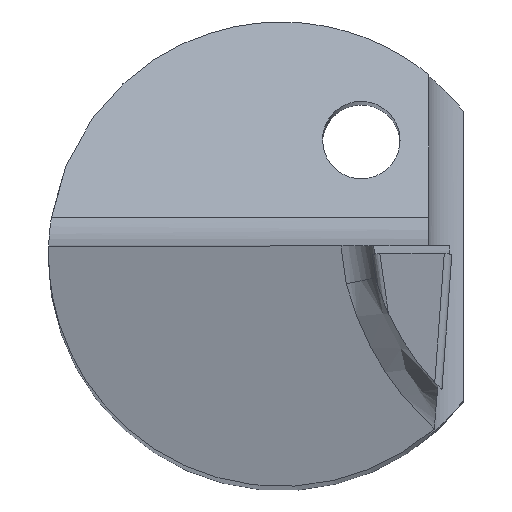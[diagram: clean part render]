
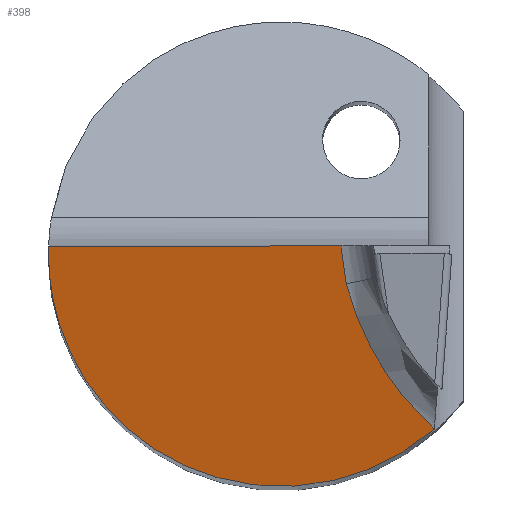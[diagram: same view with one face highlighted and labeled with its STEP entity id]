
A CAD part, top view. The second image highlights one B-rep face of the part: STEP entity #398.
In plain terms, the highlighted planar face has unit normal (-0.259, -0.052, 0.965).
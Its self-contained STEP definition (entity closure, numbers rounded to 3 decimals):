
#24 = ORIENTED_EDGE ( 'NONE', *, *, #133, .F. ) ;
#27 = VERTEX_POINT ( 'NONE', #346 ) ;
#35 = DIRECTION ( 'NONE',  ( -0.258, -0.052, 0.965 ) ) ;
#75 = CARTESIAN_POINT ( 'NONE',  ( 1.972, -2.261, 32.271 ) ) ;
#86 =( BOUNDED_CURVE ( )  B_SPLINE_CURVE ( 3, ( #75, #641, #294, #632 ),
 .UNSPECIFIED., .F., .T. ) 
 B_SPLINE_CURVE_WITH_KNOTS ( ( 4, 4 ),
 ( 4.195, 6.483 ),
 .UNSPECIFIED. ) 
 CURVE ( )  GEOMETRIC_REPRESENTATION_ITEM ( )  RATIONAL_B_SPLINE_CURVE ( ( 1., 0.609, 0.609, 1. ) ) 
 REPRESENTATION_ITEM ( '' )  );
#111 = CARTESIAN_POINT ( 'NONE',  ( 0.778, 0.039, 32.076 ) ) ;
#116 = CARTESIAN_POINT ( 'NONE',  ( -2.998, 0.1, 31.067 ) ) ;
#133 = EDGE_CURVE ( 'NONE', #27, #601, #917, .T. ) ;
#141 = LINE ( 'NONE', #432, #799 ) ;
#183 = VERTEX_POINT ( 'NONE', #590 ) ;
#191 = ORIENTED_EDGE ( 'NONE', *, *, #272, .F. ) ;
#200 = CARTESIAN_POINT ( 'NONE',  ( -2.998, 0.1, 31.067 ) ) ;
#264 = CARTESIAN_POINT ( 'NONE',  ( 1.463, -1.73, 32.164 ) ) ;
#272 = EDGE_CURVE ( 'NONE', #484, #27, #86, .T. ) ;
#275 = CARTESIAN_POINT ( 'NONE',  ( 0.77, 0.1, 32.077 ) ) ;
#278 = CARTESIAN_POINT ( 'NONE',  ( 0.932, -0.75, 32.075 ) ) ;
#294 = CARTESIAN_POINT ( 'NONE',  ( -3., -2.988, 30.899 ) ) ;
#336 = ORIENTED_EDGE ( 'NONE', *, *, #504, .T. ) ;
#346 = CARTESIAN_POINT ( 'NONE',  ( -3., 0., 31.062 ) ) ;
#373 = VECTOR ( 'NONE', #708, 1000. ) ;
#398 = ADVANCED_FACE ( 'NONE', ( #739 ), #667, .T. ) ;
#404 = CARTESIAN_POINT ( 'NONE',  ( 1.076, -1.091, 32.095 ) ) ;
#432 = CARTESIAN_POINT ( 'NONE',  ( -2.998, 0.1, 31.067 ) ) ;
#439 = LINE ( 'NONE', #111, #373 ) ;
#449 = EDGE_CURVE ( 'NONE', #183, #679, #439, .T. ) ;
#484 = VERTEX_POINT ( 'NONE', #631 ) ;
#492 = ORIENTED_EDGE ( 'NONE', *, *, #449, .T. ) ;
#504 = EDGE_CURVE ( 'NONE', #679, #601, #141, .T. ) ;
#511 = DIRECTION ( 'NONE',  ( 0.966, 0., 0.259 ) ) ;
#556 = CARTESIAN_POINT ( 'NONE',  ( 1.698, -2.013, 32.211 ) ) ;
#570 = ORIENTED_EDGE ( 'NONE', *, *, #926, .T. ) ;
#590 = CARTESIAN_POINT ( 'NONE',  ( 0.838, -0.387, 32.069 ) ) ;
#601 = VERTEX_POINT ( 'NONE', #200 ) ;
#607 = CARTESIAN_POINT ( 'NONE',  ( -3., 0., 31.062 ) ) ;
#630 = CARTESIAN_POINT ( 'NONE',  ( 0.838, -0.387, 32.069 ) ) ;
#631 = CARTESIAN_POINT ( 'NONE',  ( 1.972, -2.261, 32.271 ) ) ;
#632 = CARTESIAN_POINT ( 'NONE',  ( -3., 0., 31.062 ) ) ;
#641 = CARTESIAN_POINT ( 'NONE',  ( -0.28, -4.225, 31.561 ) ) ;
#642 = CARTESIAN_POINT ( 'NONE',  ( 1.972, -2.261, 32.271 ) ) ;
#667 = PLANE ( 'NONE',  #733 ) ;
#672 = CARTESIAN_POINT ( 'NONE',  ( -2.999, 0.067, 31.065 ) ) ;
#679 = VERTEX_POINT ( 'NONE', #275 ) ;
#708 = DIRECTION ( 'NONE',  ( -0.14, 0.99, 0.016 ) ) ;
#733 = AXIS2_PLACEMENT_3D ( 'NONE', #806, #35, #511 ) ;
#736 = EDGE_LOOP ( 'NONE', ( #191, #570, #492, #336, #24 ) ) ;
#739 = FACE_OUTER_BOUND ( 'NONE', #736, .T. ) ;
#799 = VECTOR ( 'NONE', #826, 1000. ) ;
#806 = CARTESIAN_POINT ( 'NONE',  ( -2.998, 0.1, 31.067 ) ) ;
#826 = DIRECTION ( 'NONE',  ( -0.966, 0., -0.259 ) ) ;
#832 = B_SPLINE_CURVE_WITH_KNOTS ( 'NONE', 3,
 ( #642, #556, #264, #404, #278, #630 ),
 .UNSPECIFIED., .F., .F.,
 ( 4, 2, 4 ),
 ( 0., 0.001, 0.002 ),
 .UNSPECIFIED. ) ;
#891 = CARTESIAN_POINT ( 'NONE',  ( -3., 0.033, 31.063 ) ) ;
#917 =( BOUNDED_CURVE ( )  B_SPLINE_CURVE ( 3, ( #607, #891, #672, #116 ),
 .UNSPECIFIED., .F., .T. ) 
 B_SPLINE_CURVE_WITH_KNOTS ( ( 4, 4 ),
 ( 0.2, 0.233 ),
 .UNSPECIFIED. ) 
 CURVE ( )  GEOMETRIC_REPRESENTATION_ITEM ( )  RATIONAL_B_SPLINE_CURVE ( ( 1., 1., 1., 1. ) ) 
 REPRESENTATION_ITEM ( '' )  );
#926 = EDGE_CURVE ( 'NONE', #484, #183, #832, .T. ) ;
